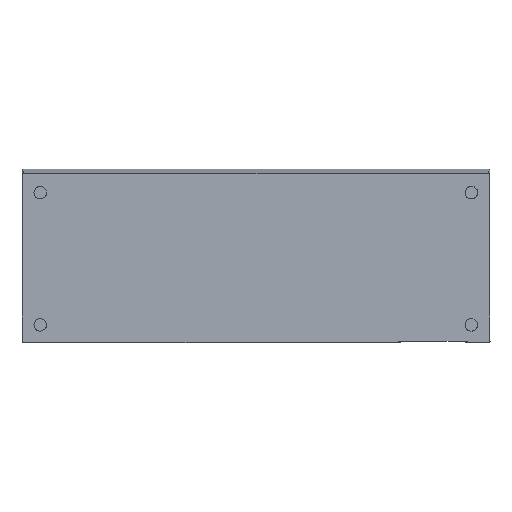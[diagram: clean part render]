
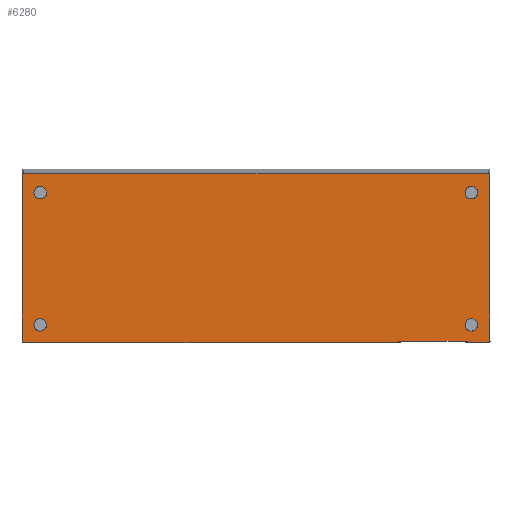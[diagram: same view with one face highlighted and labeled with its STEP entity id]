
A CAD part, front view. The second image highlights one B-rep face of the part: STEP entity #6280.
In plain terms, the highlighted face is planar.
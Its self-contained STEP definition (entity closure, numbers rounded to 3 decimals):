
#23=ELLIPSE('',#6578,1.01,1.);
#24=ELLIPSE('',#6579,1.01,1.);
#25=ELLIPSE('',#6580,1.01,1.);
#26=ELLIPSE('',#6581,1.01,1.);
#76=CIRCLE('',#6554,4.);
#77=CIRCLE('',#6556,4.);
#78=CIRCLE('',#6558,4.);
#79=CIRCLE('',#6560,4.);
#123=FACE_BOUND('',#1047,.T.);
#124=FACE_BOUND('',#1048,.T.);
#125=FACE_BOUND('',#1049,.T.);
#126=FACE_BOUND('',#1050,.T.);
#692=FACE_OUTER_BOUND('',#1046,.T.);
#1046=EDGE_LOOP('',(#5634,#5635,#5636,#5637,#5638,#5639,#5640,#5641,#5642,
#5643,#5644,#5645));
#1047=EDGE_LOOP('',(#5646));
#1048=EDGE_LOOP('',(#5647));
#1049=EDGE_LOOP('',(#5648));
#1050=EDGE_LOOP('',(#5649));
#1711=LINE('',#11044,#2392);
#1718=LINE('',#11064,#2399);
#1732=LINE('',#11098,#2413);
#1734=LINE('',#11105,#2415);
#1735=LINE('',#11108,#2416);
#1736=LINE('',#11110,#2417);
#1737=LINE('',#11114,#2418);
#1738=LINE('',#11117,#2419);
#2392=VECTOR('',#7746,10.);
#2399=VECTOR('',#7761,10.);
#2413=VECTOR('',#7797,10.);
#2415=VECTOR('',#7803,10.);
#2416=VECTOR('',#7806,10.);
#2417=VECTOR('',#7807,10.);
#2418=VECTOR('',#7810,10.);
#2419=VECTOR('',#7813,10.);
#2995=VERTEX_POINT('',#11026);
#2996=VERTEX_POINT('',#11030);
#2997=VERTEX_POINT('',#11034);
#2998=VERTEX_POINT('',#11038);
#2999=VERTEX_POINT('',#11042);
#3000=VERTEX_POINT('',#11043);
#3009=VERTEX_POINT('',#11063);
#3018=VERTEX_POINT('',#11097);
#3019=VERTEX_POINT('',#11101);
#3020=VERTEX_POINT('',#11102);
#3021=VERTEX_POINT('',#11104);
#3022=VERTEX_POINT('',#11106);
#3023=VERTEX_POINT('',#11109);
#3024=VERTEX_POINT('',#11111);
#3025=VERTEX_POINT('',#11113);
#3026=VERTEX_POINT('',#11115);
#3867=EDGE_CURVE('',#2995,#2995,#76,.T.);
#3869=EDGE_CURVE('',#2996,#2996,#77,.T.);
#3871=EDGE_CURVE('',#2997,#2997,#78,.T.);
#3873=EDGE_CURVE('',#2998,#2998,#79,.T.);
#3875=EDGE_CURVE('',#2999,#3000,#1711,.T.);
#3885=EDGE_CURVE('',#3000,#3009,#1718,.T.);
#3902=EDGE_CURVE('',#3018,#2999,#1732,.T.);
#3904=EDGE_CURVE('',#3019,#3020,#23,.T.);
#3905=EDGE_CURVE('',#3021,#3019,#1734,.T.);
#3906=EDGE_CURVE('',#3022,#3021,#24,.T.);
#3907=EDGE_CURVE('',#3009,#3022,#1735,.T.);
#3908=EDGE_CURVE('',#3023,#3018,#1736,.T.);
#3909=EDGE_CURVE('',#3024,#3023,#25,.T.);
#3910=EDGE_CURVE('',#3025,#3024,#1737,.T.);
#3911=EDGE_CURVE('',#3025,#3026,#26,.T.);
#3912=EDGE_CURVE('',#3026,#3020,#1738,.T.);
#5634=ORIENTED_EDGE('',*,*,#3904,.F.);
#5635=ORIENTED_EDGE('',*,*,#3905,.F.);
#5636=ORIENTED_EDGE('',*,*,#3906,.F.);
#5637=ORIENTED_EDGE('',*,*,#3907,.F.);
#5638=ORIENTED_EDGE('',*,*,#3885,.F.);
#5639=ORIENTED_EDGE('',*,*,#3875,.F.);
#5640=ORIENTED_EDGE('',*,*,#3902,.F.);
#5641=ORIENTED_EDGE('',*,*,#3908,.F.);
#5642=ORIENTED_EDGE('',*,*,#3909,.F.);
#5643=ORIENTED_EDGE('',*,*,#3910,.F.);
#5644=ORIENTED_EDGE('',*,*,#3911,.T.);
#5645=ORIENTED_EDGE('',*,*,#3912,.T.);
#5646=ORIENTED_EDGE('',*,*,#3873,.F.);
#5647=ORIENTED_EDGE('',*,*,#3871,.F.);
#5648=ORIENTED_EDGE('',*,*,#3869,.F.);
#5649=ORIENTED_EDGE('',*,*,#3867,.F.);
#5965=PLANE('',#6577);
#6280=ADVANCED_FACE('',(#692,#123,#124,#125,#126),#5965,.T.);
#6554=AXIS2_PLACEMENT_3D('',#11027,#7726,#7727);
#6556=AXIS2_PLACEMENT_3D('',#11031,#7731,#7732);
#6558=AXIS2_PLACEMENT_3D('',#11035,#7736,#7737);
#6560=AXIS2_PLACEMENT_3D('',#11039,#7741,#7742);
#6577=AXIS2_PLACEMENT_3D('',#11100,#7799,#7800);
#6578=AXIS2_PLACEMENT_3D('',#11103,#7801,#7802);
#6579=AXIS2_PLACEMENT_3D('',#11107,#7804,#7805);
#6580=AXIS2_PLACEMENT_3D('',#11112,#7808,#7809);
#6581=AXIS2_PLACEMENT_3D('',#11116,#7811,#7812);
#7726=DIRECTION('center_axis',(0.,-0.99,0.139));
#7727=DIRECTION('ref_axis',(0.814,0.081,0.575));
#7731=DIRECTION('center_axis',(0.,-0.99,0.139));
#7732=DIRECTION('ref_axis',(0.814,0.081,0.575));
#7736=DIRECTION('center_axis',(0.,-0.99,0.139));
#7737=DIRECTION('ref_axis',(0.814,0.081,0.575));
#7741=DIRECTION('center_axis',(0.,-0.99,0.139));
#7742=DIRECTION('ref_axis',(0.814,0.081,0.575));
#7746=DIRECTION('',(-1.,0.,0.));
#7761=DIRECTION('',(-0.068,-0.138,-0.988));
#7797=DIRECTION('',(-0.059,0.138,0.989));
#7799=DIRECTION('center_axis',(0.,-0.99,0.139));
#7800=DIRECTION('ref_axis',(0.,-0.139,-0.99));
#7801=DIRECTION('center_axis',(0.,0.99,-0.139));
#7802=DIRECTION('ref_axis',(0.,0.139,0.99));
#7803=DIRECTION('',(0.,0.139,0.99));
#7804=DIRECTION('center_axis',(0.,0.99,-0.139));
#7805=DIRECTION('ref_axis',(0.,-0.139,-0.99));
#7806=DIRECTION('',(-1.,0.,0.));
#7807=DIRECTION('',(-1.,0.,0.));
#7808=DIRECTION('center_axis',(0.,0.99,-0.139));
#7809=DIRECTION('ref_axis',(0.,-0.139,-0.99));
#7810=DIRECTION('',(0.,-0.139,-0.99));
#7811=DIRECTION('center_axis',(0.,-0.99,0.139));
#7812=DIRECTION('ref_axis',(0.,0.139,0.99));
#7813=DIRECTION('',(-1.,0.,0.));
#11026=CARTESIAN_POINT('',(288.716,20.916,226.123));
#11027=CARTESIAN_POINT('Origin',(291.972,21.238,228.425));
#11030=CARTESIAN_POINT('',(14.933,9.27,142.997));
#11031=CARTESIAN_POINT('Origin',(18.189,9.593,145.299));
#11034=CARTESIAN_POINT('',(14.933,20.916,226.123));
#11035=CARTESIAN_POINT('Origin',(18.189,21.238,228.425));
#11038=CARTESIAN_POINT('',(288.716,9.27,142.997));
#11039=CARTESIAN_POINT('Origin',(291.972,9.593,145.299));
#11042=CARTESIAN_POINT('',(289.258,8.159,135.069));
#11043=CARTESIAN_POINT('',(245.78,8.159,135.069));
#11044=CARTESIAN_POINT('',(-303.947,8.159,135.069));
#11063=CARTESIAN_POINT('',(245.711,8.019,134.069));
#11064=CARTESIAN_POINT('',(247.105,10.842,154.215));
#11097=CARTESIAN_POINT('',(289.318,8.019,134.069));
#11098=CARTESIAN_POINT('',(287.26,12.831,168.413));
#11100=CARTESIAN_POINT('Origin',(7.572,15.401,186.762));
#11101=CARTESIAN_POINT('',(6.582,22.76,239.287));
#11102=CARTESIAN_POINT('',(7.582,22.9,240.287));
#11103=CARTESIAN_POINT('Origin',(7.582,22.76,239.287));
#11104=CARTESIAN_POINT('',(6.582,8.159,135.069));
#11105=CARTESIAN_POINT('',(6.582,15.381,186.618));
#11106=CARTESIAN_POINT('',(7.582,8.019,134.069));
#11107=CARTESIAN_POINT('Origin',(7.582,8.159,135.069));
#11108=CARTESIAN_POINT('',(81.376,8.019,134.069));
#11109=CARTESIAN_POINT('',(302.778,8.019,134.069));
#11110=CARTESIAN_POINT('',(81.376,8.019,134.069));
#11111=CARTESIAN_POINT('',(303.778,8.159,135.069));
#11112=CARTESIAN_POINT('Origin',(302.778,8.159,135.069));
#11113=CARTESIAN_POINT('',(303.778,22.76,239.287));
#11114=CARTESIAN_POINT('',(303.778,15.381,186.618));
#11115=CARTESIAN_POINT('',(302.778,22.9,240.287));
#11116=CARTESIAN_POINT('Origin',(302.778,22.76,239.287));
#11117=CARTESIAN_POINT('',(81.376,22.9,240.287));
